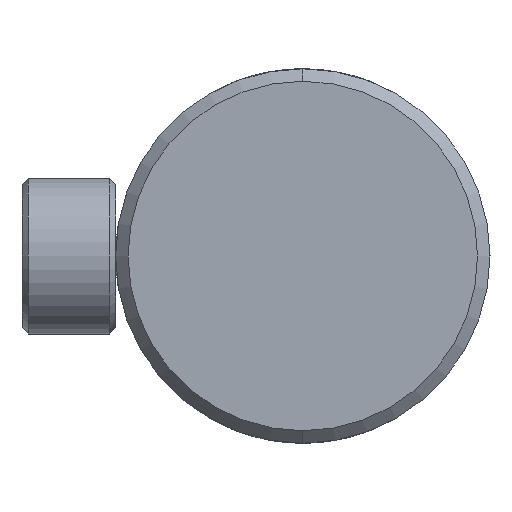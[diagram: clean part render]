
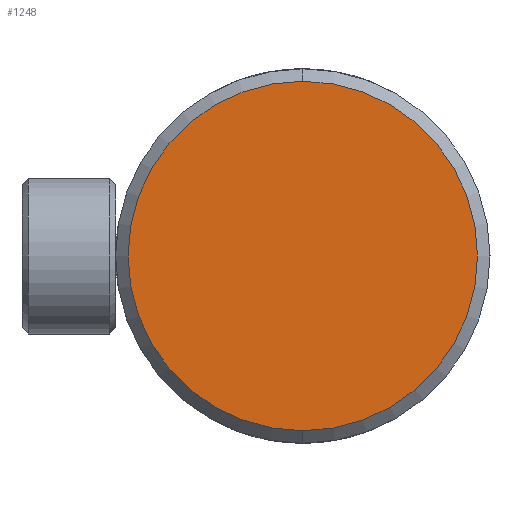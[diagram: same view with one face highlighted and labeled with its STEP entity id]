
A CAD part, left-side view. The second image highlights one B-rep face of the part: STEP entity #1248.
In plain terms, the highlighted planar face has unit normal (-1, 0, 0).
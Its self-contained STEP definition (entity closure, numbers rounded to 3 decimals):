
#16 = ORIENTED_EDGE ( 'NONE', *, *, #114, .T. ) ;
#114 = EDGE_CURVE ( 'NONE', #1060, #2570, #1879, .T. ) ;
#239 = CARTESIAN_POINT ( 'NONE',  ( -47., 0., 28. ) ) ;
#517 = AXIS2_PLACEMENT_3D ( 'NONE', #666, #672, #679 ) ;
#666 = CARTESIAN_POINT ( 'NONE',  ( -47., 0., 0. ) ) ;
#672 = DIRECTION ( 'NONE',  ( -1., 0., 0. ) ) ;
#673 = ORIENTED_EDGE ( 'NONE', *, *, #790, .T. ) ;
#679 = DIRECTION ( 'NONE',  ( 0., 0., -1. ) ) ;
#790 = EDGE_CURVE ( 'NONE', #2570, #1060, #2028, .T. ) ;
#1032 = EDGE_LOOP ( 'NONE', ( #16, #673 ) ) ;
#1060 = VERTEX_POINT ( 'NONE', #1339 ) ;
#1248 = ADVANCED_FACE ( 'NONE', ( #1924 ), #2069, .F. ) ;
#1339 = CARTESIAN_POINT ( 'NONE',  ( -47., 0., -28. ) ) ;
#1589 = CARTESIAN_POINT ( 'NONE',  ( -47., 30., 0. ) ) ;
#1879 = CIRCLE ( 'NONE', #2437, 28. ) ;
#1924 = FACE_OUTER_BOUND ( 'NONE', #1032, .T. ) ;
#2028 = CIRCLE ( 'NONE', #517, 28. ) ;
#2069 = PLANE ( 'NONE',  #2887 ) ;
#2437 = AXIS2_PLACEMENT_3D ( 'NONE', #2788, #2826, #2839 ) ;
#2570 = VERTEX_POINT ( 'NONE', #239 ) ;
#2749 = DIRECTION ( 'NONE',  ( 1., 0., 0. ) ) ;
#2788 = CARTESIAN_POINT ( 'NONE',  ( -47., 0., 0. ) ) ;
#2826 = DIRECTION ( 'NONE',  ( -1., 0., 0. ) ) ;
#2839 = DIRECTION ( 'NONE',  ( 0., 0., -1. ) ) ;
#2887 = AXIS2_PLACEMENT_3D ( 'NONE', #1589, #2749, #2962 ) ;
#2962 = DIRECTION ( 'NONE',  ( 0., 0., -1. ) ) ;
